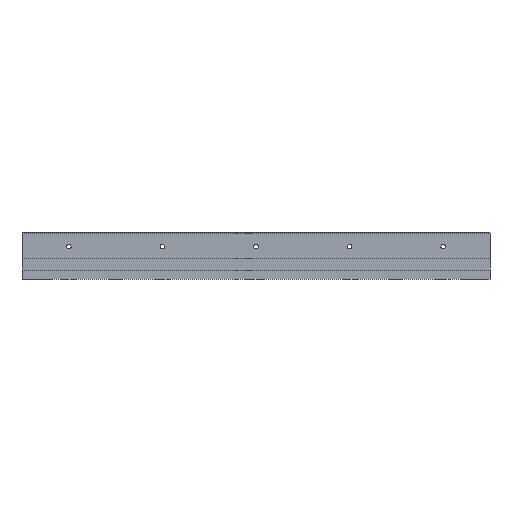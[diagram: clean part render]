
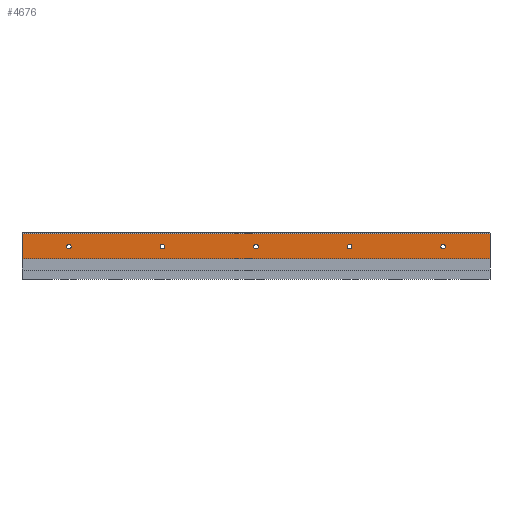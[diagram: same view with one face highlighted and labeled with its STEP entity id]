
A CAD part, left-side view. The second image highlights one B-rep face of the part: STEP entity #4676.
In plain terms, the highlighted planar face has unit normal (-1, 0, 0).
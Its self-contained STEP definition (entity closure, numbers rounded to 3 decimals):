
#4676 = ADVANCED_FACE( '', ( #10303, #10304, #10305, #10306, #10307, #10308 ), #10309, .F. );
#10303 = FACE_BOUND( '', #16880, .T. );
#10304 = FACE_BOUND( '', #16881, .T. );
#10305 = FACE_BOUND( '', #16882, .T. );
#10306 = FACE_BOUND( '', #16883, .T. );
#10307 = FACE_BOUND( '', #16884, .T. );
#10308 = FACE_OUTER_BOUND( '', #16885, .T. );
#10309 = PLANE( '', #16886 );
#16880 = EDGE_LOOP( '', ( #31738 ) );
#16881 = EDGE_LOOP( '', ( #31739 ) );
#16882 = EDGE_LOOP( '', ( #31740 ) );
#16883 = EDGE_LOOP( '', ( #31741 ) );
#16884 = EDGE_LOOP( '', ( #31742 ) );
#16885 = EDGE_LOOP( '', ( #31743, #31744, #31745, #31746 ) );
#16886 = AXIS2_PLACEMENT_3D( '', #31747, #31748, #31749 );
#31738 = ORIENTED_EDGE( '', *, *, #44989, .F. );
#31739 = ORIENTED_EDGE( '', *, *, #47567, .F. );
#31740 = ORIENTED_EDGE( '', *, *, #42571, .F. );
#31741 = ORIENTED_EDGE( '', *, *, #47568, .F. );
#31742 = ORIENTED_EDGE( '', *, *, #44608, .F. );
#31743 = ORIENTED_EDGE( '', *, *, #47569, .F. );
#31744 = ORIENTED_EDGE( '', *, *, #45816, .T. );
#31745 = ORIENTED_EDGE( '', *, *, #43062, .T. );
#31746 = ORIENTED_EDGE( '', *, *, #47356, .T. );
#31747 = CARTESIAN_POINT( '', ( -25., -250., 25. ) );
#31748 = DIRECTION( '', ( 1., 0., 0. ) );
#31749 = DIRECTION( '', ( 0., 0., -1. ) );
#42571 = EDGE_CURVE( '', #52221, #52221, #52222, .T. );
#43062 = EDGE_CURVE( '', #53006, #53049, #53051, .T. );
#44608 = EDGE_CURVE( '', #55709, #55709, #55710, .T. );
#44989 = EDGE_CURVE( '', #56311, #56311, #56312, .T. );
#45816 = EDGE_CURVE( '', #57588, #53006, #57589, .T. );
#47356 = EDGE_CURVE( '', #53049, #59797, #59799, .T. );
#47567 = EDGE_CURVE( '', #60070, #60070, #60071, .T. );
#47568 = EDGE_CURVE( '', #60072, #60072, #60073, .T. );
#47569 = EDGE_CURVE( '', #57588, #59797, #60074, .T. );
#52221 = VERTEX_POINT( '', #66202 );
#52222 = CIRCLE( '', #66203, 2.5 );
#53006 = VERTEX_POINT( '', #67359 );
#53049 = VERTEX_POINT( '', #67426 );
#53051 = LINE( '', #67429, #67430 );
#55709 = VERTEX_POINT( '', #71456 );
#55710 = CIRCLE( '', #71457, 2.5 );
#56311 = VERTEX_POINT( '', #72334 );
#56312 = CIRCLE( '', #72335, 2.5 );
#57588 = VERTEX_POINT( '', #74212 );
#57589 = LINE( '', #74213, #74214 );
#59797 = VERTEX_POINT( '', #77650 );
#59799 = LINE( '', #77653, #77654 );
#60070 = VERTEX_POINT( '', #78053 );
#60071 = CIRCLE( '', #78054, 2.5 );
#60072 = VERTEX_POINT( '', #78055 );
#60073 = CIRCLE( '', #78056, 2.5 );
#60074 = LINE( '', #78057, #78058 );
#66202 = CARTESIAN_POINT( '', ( -25., -97.5, 10. ) );
#66203 = AXIS2_PLACEMENT_3D( '', #83036, #83037, #83038 );
#67359 = CARTESIAN_POINT( '', ( -25., 250., 24. ) );
#67426 = CARTESIAN_POINT( '', ( -25., 250., -3. ) );
#67429 = CARTESIAN_POINT( '', ( -25., 250., 25. ) );
#67430 = VECTOR( '', #83436, 1000. );
#71456 = CARTESIAN_POINT( '', ( -25., -197.5, 10. ) );
#71457 = AXIS2_PLACEMENT_3D( '', #84841, #84842, #84843 );
#72334 = CARTESIAN_POINT( '', ( -25., 2.5, 10. ) );
#72335 = AXIS2_PLACEMENT_3D( '', #85156, #85157, #85158 );
#74212 = CARTESIAN_POINT( '', ( -25., -250., 24. ) );
#74213 = CARTESIAN_POINT( '', ( -25., -250., 24. ) );
#74214 = VECTOR( '', #85811, 1000. );
#77650 = CARTESIAN_POINT( '', ( -25., -250., -3. ) );
#77653 = CARTESIAN_POINT( '', ( -25., 250., -3. ) );
#77654 = VECTOR( '', #87107, 1000. );
#78053 = CARTESIAN_POINT( '', ( -25., 102.5, 10. ) );
#78054 = AXIS2_PLACEMENT_3D( '', #87260, #87261, #87262 );
#78055 = CARTESIAN_POINT( '', ( -25., 202.5, 10. ) );
#78056 = AXIS2_PLACEMENT_3D( '', #87263, #87264, #87265 );
#78057 = CARTESIAN_POINT( '', ( -25., -250., 25. ) );
#78058 = VECTOR( '', #87266, 1000. );
#83036 = CARTESIAN_POINT( '', ( -25., -100., 10. ) );
#83037 = DIRECTION( '', ( -1., 0., 0. ) );
#83038 = DIRECTION( '', ( 0., 1., 0. ) );
#83436 = DIRECTION( '', ( 0., 0., -1. ) );
#84841 = CARTESIAN_POINT( '', ( -25., -200., 10. ) );
#84842 = DIRECTION( '', ( -1., 0., 0. ) );
#84843 = DIRECTION( '', ( 0., 1., 0. ) );
#85156 = CARTESIAN_POINT( '', ( -25., 0., 10. ) );
#85157 = DIRECTION( '', ( -1., 0., 0. ) );
#85158 = DIRECTION( '', ( 0., 1., 0. ) );
#85811 = DIRECTION( '', ( 0., 1., 0. ) );
#87107 = DIRECTION( '', ( 0., -1., 0. ) );
#87260 = CARTESIAN_POINT( '', ( -25., 100., 10. ) );
#87261 = DIRECTION( '', ( -1., 0., 0. ) );
#87262 = DIRECTION( '', ( 0., 1., 0. ) );
#87263 = CARTESIAN_POINT( '', ( -25., 200., 10. ) );
#87264 = DIRECTION( '', ( -1., 0., 0. ) );
#87265 = DIRECTION( '', ( 0., 1., 0. ) );
#87266 = DIRECTION( '', ( 0., 0., -1. ) );
